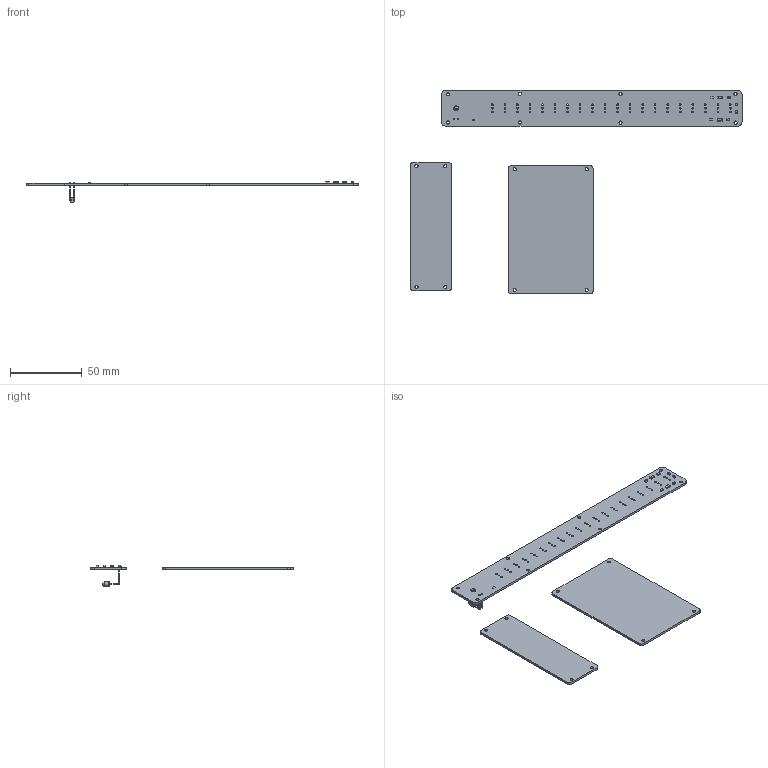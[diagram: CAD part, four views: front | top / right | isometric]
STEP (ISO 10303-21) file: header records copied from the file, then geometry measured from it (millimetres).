
FILE_DESCRIPTION(('KiCad electronic assembly'),'2;1');
FILE_NAME('Power Distro.step','2024-05-03T15:38:40',('Pcbnew'),('Kicad') ,'Open CASCADE STEP processor 7.7','KiCad to STEP converter','Unknown' );
FILE_SCHEMA(('AUTOMOTIVE_DESIGN { 1 0 10303 214 1 1 1 1 }'));
Length unit declared in the file: millimetre
Products named in the file (14): Power Distro 1; C_0805_2012Metric; R_0805_2012Metric; D_0805_2012Metric; D_0805; CP_EIA-3216-10_Kemet-I; CP_EIA_3216_10_Kemet_I; LED_D3.0mm_Horizontal_O6.35mm_Z10.0mm; Power Distro_PCB_1; Power Distro_PCB_2; Power Distro_PCB_3
Assembly tree (18 placements, depth 3):
  Power Distro 1
    C_0805_2012Metric  x2
      C_0805_2012Metric
    R_0805_2012Metric
      R_0805_2012Metric
    D_0805_2012Metric  x4
      D_0805
    CP_EIA-3216-10_Kemet-I  x2
      CP_EIA_3216_10_Kemet_I
    LED_D3.0mm_Horizontal_O6.35mm_Z10.0mm
      LED_D3.0mm_Horizontal_O6.35mm_Z10.0mm
    Power Distro_PCB_1
    Power Distro_PCB_2
    Power Distro_PCB_3
Bounding box: 230.88 x 141.5 x 14.84 mm (x, y, z)
Volume: 20691.7 mm3; surface area: 28207.7 mm2
Topology: 12 solids, 13 shells, 462 faces, 1243 edges, 818 vertices
Faces by surface type: plane 255, cylinder 190, bspline 16, sphere 1
Full cylindrical faces by diameter (mm): 0.9 x2, 1.09 x60, 2.2 x16, 3 x1, 3.3 x1
Entity records: 10468 total; most frequent: CARTESIAN_POINT 1630, DIRECTION 1543, ORIENTED_EDGE 1476, EDGE_CURVE 738, AXIS2_PLACEMENT_3D 549, VERTEX_POINT 484, LINE 445, VECTOR 445
